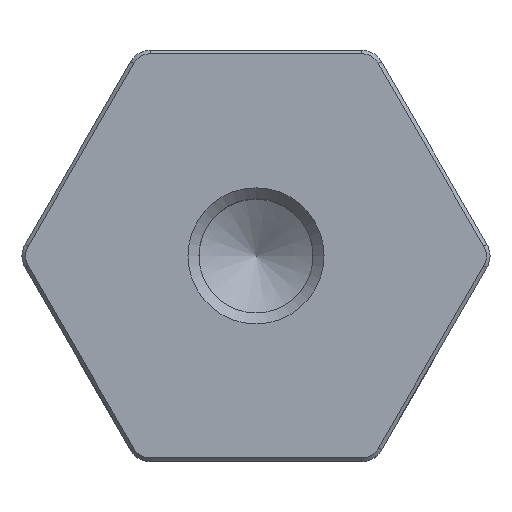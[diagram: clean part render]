
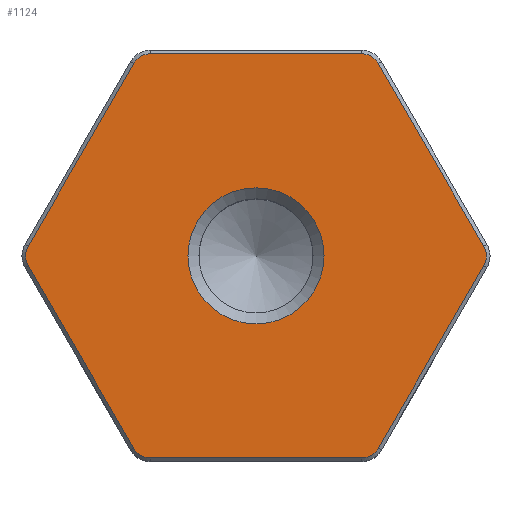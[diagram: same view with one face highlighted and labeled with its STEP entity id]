
A CAD part, top view. The second image highlights one B-rep face of the part: STEP entity #1124.
In plain terms, the highlighted planar face has unit normal (0, 0, 1).
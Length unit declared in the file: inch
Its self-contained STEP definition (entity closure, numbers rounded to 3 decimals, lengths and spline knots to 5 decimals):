
#119=LINE('',#1697,#199);
#123=LINE('',#1709,#203);
#127=LINE('',#1721,#207);
#131=LINE('',#1732,#211);
#135=LINE('',#1741,#215);
#138=LINE('',#1749,#218);
#199=VECTOR('',#1409,0.3937);
#203=VECTOR('',#1421,0.3937);
#207=VECTOR('',#1433,0.3937);
#211=VECTOR('',#1445,0.3937);
#215=VECTOR('',#1455,0.3937);
#218=VECTOR('',#1464,0.3937);
#271=FACE_BOUND('',#386,.T.);
#311=FACE_OUTER_BOUND('',#385,.T.);
#385=EDGE_LOOP('',(#889,#890,#891,#892,#893,#894,#895,#896,#897,#898,#899,
#900));
#386=EDGE_LOOP('',(#901));
#439=CIRCLE('',#1224,0.02625);
#441=CIRCLE('',#1228,0.02625);
#443=CIRCLE('',#1232,0.02625);
#444=CIRCLE('',#1235,0.02625);
#445=CIRCLE('',#1238,0.02625);
#446=CIRCLE('',#1241,0.02625);
#447=CIRCLE('',#1248,0.093);
#495=VERTEX_POINT('',#1694);
#496=VERTEX_POINT('',#1696);
#498=VERTEX_POINT('',#1702);
#500=VERTEX_POINT('',#1707);
#502=VERTEX_POINT('',#1714);
#504=VERTEX_POINT('',#1719);
#506=VERTEX_POINT('',#1726);
#507=VERTEX_POINT('',#1730);
#508=VERTEX_POINT('',#1735);
#509=VERTEX_POINT('',#1739);
#510=VERTEX_POINT('',#1743);
#511=VERTEX_POINT('',#1747);
#512=VERTEX_POINT('',#1763);
#618=EDGE_CURVE('',#495,#496,#119,.T.);
#622=EDGE_CURVE('',#498,#495,#439,.T.);
#624=EDGE_CURVE('',#500,#498,#123,.T.);
#628=EDGE_CURVE('',#502,#500,#441,.T.);
#630=EDGE_CURVE('',#504,#502,#127,.T.);
#634=EDGE_CURVE('',#506,#504,#443,.T.);
#636=EDGE_CURVE('',#507,#506,#131,.T.);
#639=EDGE_CURVE('',#508,#507,#444,.T.);
#641=EDGE_CURVE('',#509,#508,#135,.T.);
#643=EDGE_CURVE('',#510,#509,#445,.T.);
#645=EDGE_CURVE('',#511,#510,#138,.T.);
#646=EDGE_CURVE('',#496,#511,#446,.T.);
#652=EDGE_CURVE('',#512,#512,#447,.T.);
#889=ORIENTED_EDGE('',*,*,#618,.F.);
#890=ORIENTED_EDGE('',*,*,#622,.F.);
#891=ORIENTED_EDGE('',*,*,#624,.F.);
#892=ORIENTED_EDGE('',*,*,#628,.F.);
#893=ORIENTED_EDGE('',*,*,#630,.F.);
#894=ORIENTED_EDGE('',*,*,#634,.F.);
#895=ORIENTED_EDGE('',*,*,#636,.F.);
#896=ORIENTED_EDGE('',*,*,#639,.F.);
#897=ORIENTED_EDGE('',*,*,#641,.F.);
#898=ORIENTED_EDGE('',*,*,#643,.F.);
#899=ORIENTED_EDGE('',*,*,#645,.F.);
#900=ORIENTED_EDGE('',*,*,#646,.F.);
#901=ORIENTED_EDGE('',*,*,#652,.F.);
#1080=PLANE('',#1247);
#1124=ADVANCED_FACE('',(#311,#271),#1080,.T.);
#1224=AXIS2_PLACEMENT_3D('',#1704,#1416,#1417);
#1228=AXIS2_PLACEMENT_3D('',#1716,#1428,#1429);
#1232=AXIS2_PLACEMENT_3D('',#1728,#1440,#1441);
#1235=AXIS2_PLACEMENT_3D('',#1737,#1450,#1451);
#1238=AXIS2_PLACEMENT_3D('',#1745,#1459,#1460);
#1241=AXIS2_PLACEMENT_3D('',#1751,#1467,#1468);
#1247=AXIS2_PLACEMENT_3D('',#1762,#1484,#1485);
#1248=AXIS2_PLACEMENT_3D('',#1764,#1486,#1487);
#1409=DIRECTION('',(-0.5,0.866,0.));
#1416=DIRECTION('center_axis',(0.,0.,-1.));
#1417=DIRECTION('ref_axis',(-0.5,-0.866,0.));
#1421=DIRECTION('',(-1.,0.,0.));
#1428=DIRECTION('center_axis',(0.,0.,-1.));
#1429=DIRECTION('ref_axis',(0.5,-0.866,0.));
#1433=DIRECTION('',(-0.5,-0.866,0.));
#1440=DIRECTION('center_axis',(0.,0.,-1.));
#1441=DIRECTION('ref_axis',(1.,0.,0.));
#1445=DIRECTION('',(0.5,-0.866,0.));
#1450=DIRECTION('center_axis',(0.,0.,-1.));
#1451=DIRECTION('ref_axis',(0.5,0.866,0.));
#1455=DIRECTION('',(1.,0.,0.));
#1459=DIRECTION('center_axis',(0.,0.,-1.));
#1460=DIRECTION('ref_axis',(-0.5,0.866,0.));
#1464=DIRECTION('',(0.5,0.866,0.));
#1467=DIRECTION('center_axis',(0.,0.,-1.));
#1468=DIRECTION('ref_axis',(-1.,0.,0.));
#1484=DIRECTION('center_axis',(0.,0.,1.));
#1485=DIRECTION('ref_axis',(1.,0.,0.));
#1486=DIRECTION('center_axis',(0.,0.,1.));
#1487=DIRECTION('ref_axis',(-1.,0.,0.));
#1694=CARTESIAN_POINT('',(-0.16707,-0.26313,0.23));
#1696=CARTESIAN_POINT('',(-0.31141,-0.01313,0.23));
#1697=CARTESIAN_POINT('',(-0.27983,-0.06781,0.23));
#1702=CARTESIAN_POINT('',(-0.14434,-0.27625,0.23));
#1704=CARTESIAN_POINT('Origin',(-0.14434,-0.25,0.23));
#1707=CARTESIAN_POINT('',(0.14434,-0.27625,0.23));
#1709=CARTESIAN_POINT('',(-0.08119,-0.27625,0.23));
#1714=CARTESIAN_POINT('',(0.16707,-0.26313,0.23));
#1716=CARTESIAN_POINT('Origin',(0.14434,-0.25,0.23));
#1719=CARTESIAN_POINT('',(0.31141,-0.01313,0.23));
#1721=CARTESIAN_POINT('',(0.19864,-0.20844,0.23));
#1726=CARTESIAN_POINT('',(0.31141,0.01312,0.23));
#1728=CARTESIAN_POINT('Origin',(0.28868,0.,
0.23));
#1730=CARTESIAN_POINT('',(0.16707,0.26313,0.23));
#1732=CARTESIAN_POINT('',(0.27983,0.06781,0.23));
#1735=CARTESIAN_POINT('',(0.14434,0.27625,0.23));
#1737=CARTESIAN_POINT('Origin',(0.14434,0.25,0.23));
#1739=CARTESIAN_POINT('',(-0.14434,0.27625,0.23));
#1741=CARTESIAN_POINT('',(0.08119,0.27625,0.23));
#1743=CARTESIAN_POINT('',(-0.16707,0.26313,0.23));
#1745=CARTESIAN_POINT('Origin',(-0.14434,0.25,0.23));
#1747=CARTESIAN_POINT('',(-0.31141,0.01312,0.23));
#1749=CARTESIAN_POINT('',(-0.19864,0.20844,0.23));
#1751=CARTESIAN_POINT('Origin',(-0.28868,0.,
0.23));
#1762=CARTESIAN_POINT('Origin',(0.,0.,0.23));
#1763=CARTESIAN_POINT('',(0.093,0.,0.23));
#1764=CARTESIAN_POINT('Origin',(0.,0.,0.23));
